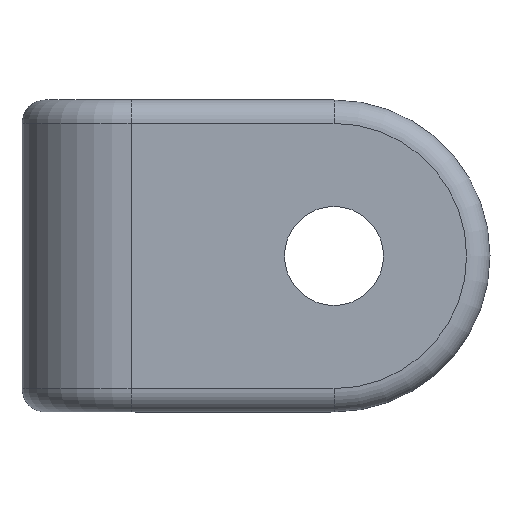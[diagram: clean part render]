
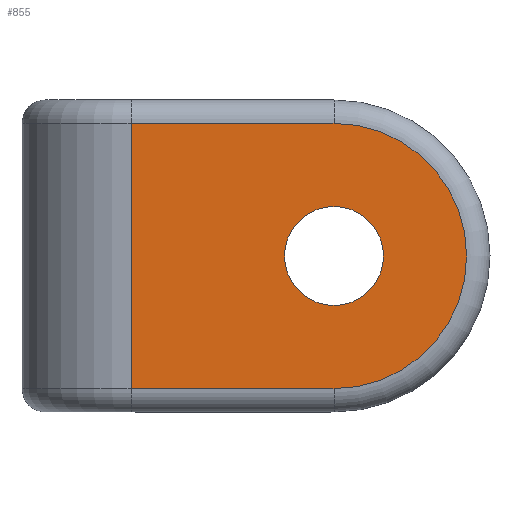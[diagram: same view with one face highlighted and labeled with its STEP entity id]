
A CAD part, left-side view. The second image highlights one B-rep face of the part: STEP entity #855.
In plain terms, the highlighted planar face has unit normal (-1, 0, 0).
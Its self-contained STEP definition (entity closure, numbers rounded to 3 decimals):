
#248=CARTESIAN_POINT('',(-15.,10.,10.));
#249=DIRECTION('',(1.,0.,0.));
#250=DIRECTION('',(0.,0.,-1.));
#251=AXIS2_PLACEMENT_3D('',#248,#249,#250);
#253=CARTESIAN_POINT('',(-15.,10.,10.));
#254=DIRECTION('',(1.,0.,0.));
#255=DIRECTION('',(0.,0.,1.));
#256=AXIS2_PLACEMENT_3D('',#253,#254,#255);
#258=DIRECTION('',(0.,1.,0.));
#259=VECTOR('',#258,13.);
#260=CARTESIAN_POINT('',(-15.,10.,18.5));
#261=LINE('',#260,#259);
#262=CARTESIAN_POINT('',(-15.,10.,10.));
#263=DIRECTION('',(-1.,0.,0.));
#264=DIRECTION('',(0.,0.,-1.));
#265=AXIS2_PLACEMENT_3D('',#262,#263,#264);
#267=DIRECTION('',(0.,-1.,0.));
#268=VECTOR('',#267,13.);
#269=CARTESIAN_POINT('',(-15.,23.,1.5));
#270=LINE('',#269,#268);
#271=DIRECTION('',(0.,0.,-1.));
#272=VECTOR('',#271,17.);
#273=CARTESIAN_POINT('',(-15.,23.,18.5));
#274=LINE('',#273,#272);
#504=CARTESIAN_POINT('',(-15.,10.,6.825));
#505=CARTESIAN_POINT('',(-15.,10.,13.175));
#506=VERTEX_POINT('',#504);
#507=VERTEX_POINT('',#505);
#556=CARTESIAN_POINT('',(-15.,10.,18.5));
#557=CARTESIAN_POINT('',(-15.,23.,18.5));
#558=VERTEX_POINT('',#556);
#559=VERTEX_POINT('',#557);
#590=CARTESIAN_POINT('',(-15.,23.,1.5));
#591=VERTEX_POINT('',#590);
#594=CARTESIAN_POINT('',(-15.,10.,1.5));
#595=VERTEX_POINT('',#594);
#836=CARTESIAN_POINT('',(-15.,30.,0.));
#837=DIRECTION('',(-1.,0.,0.));
#838=DIRECTION('',(0.,-1.,0.));
#839=AXIS2_PLACEMENT_3D('',#836,#837,#838);
#840=PLANE('',#839);
#842=ORIENTED_EDGE('',*,*,#841,.F.);
#844=ORIENTED_EDGE('',*,*,#843,.F.);
#846=ORIENTED_EDGE('',*,*,#845,.F.);
#848=ORIENTED_EDGE('',*,*,#847,.F.);
#849=EDGE_LOOP('',(#842,#844,#846,#848));
#850=FACE_OUTER_BOUND('',#849,.F.);
#851=ORIENTED_EDGE('',*,*,#786,.F.);
#852=ORIENTED_EDGE('',*,*,#816,.F.);
#853=EDGE_LOOP('',(#851,#852));
#854=FACE_BOUND('',#853,.F.);
#855=ADVANCED_FACE('',(#850,#854),#840,.T.);
#252=CIRCLE('',#251,3.175);
#257=CIRCLE('',#256,3.175);
#266=CIRCLE('',#265,8.5);
#786=EDGE_CURVE('',#506,#507,#252,.T.);
#816=EDGE_CURVE('',#507,#506,#257,.T.);
#841=EDGE_CURVE('',#558,#559,#261,.T.);
#843=EDGE_CURVE('',#595,#558,#266,.T.);
#845=EDGE_CURVE('',#591,#595,#270,.T.);
#847=EDGE_CURVE('',#559,#591,#274,.T.);
